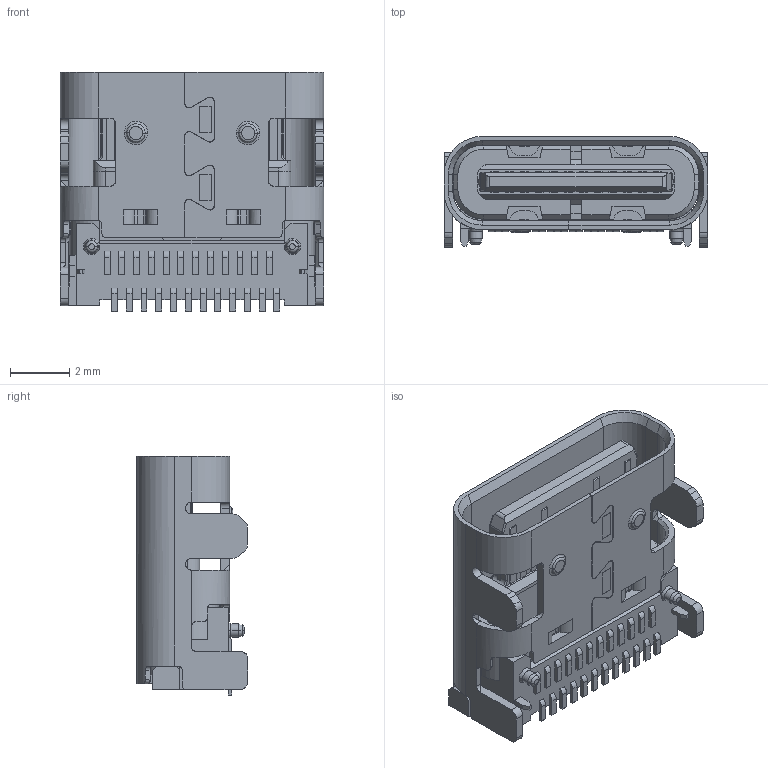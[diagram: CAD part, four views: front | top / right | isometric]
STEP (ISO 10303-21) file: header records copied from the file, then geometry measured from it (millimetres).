
FILE_DESCRIPTION (( 'STEP AP214' ), '1' );
FILE_NAME ('USB4080-03-A.STEP', '2023-02-16T14:29:02', ( '' ), ( '' ), 'SwSTEP 2.0', 'SolidWorks 2018', '' );
FILE_SCHEMA (( 'AUTOMOTIVE_DESIGN' ));
Length unit declared in the file: millimetre
Products named in the file (4): USB4080-03-A_PART1; USB4080-03-A_PART3; USB4080-03-A_PART2; USB4080-03-A
Assembly tree (3 placements, depth 2):
  USB4080-03-A
    USB4080-03-A_PART3
    USB4080-03-A_PART2
    USB4080-03-A_PART1
Bounding box: 8.94 x 3.76 x 8.1 mm (x, y, z)
Volume: 126 mm3; surface area: 566.8 mm2
Topology: 2 solids, 11 shells, 1093 faces, 2971 edges, 1919 vertices
Faces by surface type: plane 687, cylinder 294, bspline 50, cone 37, torus 25
Entity records: 46414 total; most frequent: CARTESIAN_POINT 10345, ORIENTED_EDGE 5936, DIRECTION 5120, EDGE_CURVE 2970, LINE 2044, VECTOR 2044, VERTEX_POINT 1919, AXIS2_PLACEMENT_3D 1538
